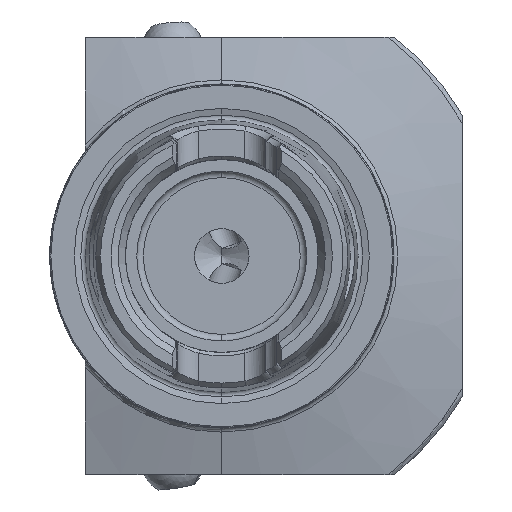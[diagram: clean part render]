
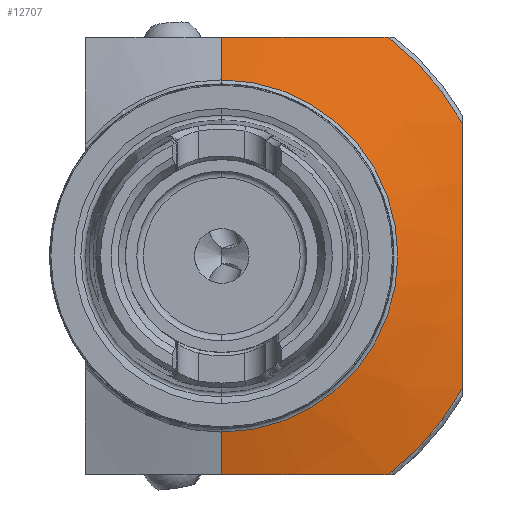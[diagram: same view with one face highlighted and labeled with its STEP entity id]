
A CAD part, left-side view. The second image highlights one B-rep face of the part: STEP entity #12707.
In plain terms, the highlighted conical face has half-angle 75 degrees and reference radius 50.259 mm.
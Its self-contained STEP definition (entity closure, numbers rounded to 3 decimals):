
#75 = CARTESIAN_POINT ( 'NONE',  ( 23.52, -20.311, -40. ) ) ;
#85 = DIRECTION ( 'NONE',  ( 1., 0., 0. ) ) ;
#371 = DIRECTION ( 'NONE',  ( 0., 0., -1. ) ) ;
#401 = VERTEX_POINT ( 'NONE', #8134 ) ;
#572 = CARTESIAN_POINT ( 'NONE',  ( 23.509, -44., -8.115 ) ) ;
#641 = CONICAL_SURFACE ( 'NONE', #4784, 50.259, 1.309 ) ;
#682 = VECTOR ( 'NONE', #2982, 1000. ) ;
#1232 = CARTESIAN_POINT ( 'NONE',  ( 25.033, 0., 0. ) ) ;
#1240 = EDGE_CURVE ( 'NONE', #6695, #13088, #7478, .T. ) ;
#1274 = B_SPLINE_CURVE_WITH_KNOTS ( 'NONE', 3,
 ( #10992, #2351, #7784, #6647, #13229, #8853, #6791, #2285 ),
 .UNSPECIFIED., .F., .F.,
 ( 4, 2, 2, 4 ),
 ( 0.145, 0.153, 0.161, 0.176 ),
 .UNSPECIFIED. ) ;
#1444 = VERTEX_POINT ( 'NONE', #12180 ) ;
#1643 = CARTESIAN_POINT ( 'NONE',  ( 24.508, -44., 20.234 ) ) ;
#1998 = EDGE_CURVE ( 'NONE', #12635, #8358, #8735, .T. ) ;
#2162 = CARTESIAN_POINT ( 'NONE',  ( 22.605, -10.168, -40. ) ) ;
#2285 = CARTESIAN_POINT ( 'NONE',  ( 25.033, -30.429, 40. ) ) ;
#2310 = DIRECTION ( 'NONE',  ( 0., 0., 1. ) ) ;
#2351 = CARTESIAN_POINT ( 'NONE',  ( 22.284, -2.545, 40. ) ) ;
#2442 = CARTESIAN_POINT ( 'NONE',  ( 25.033, 0., 0. ) ) ;
#2864 = CARTESIAN_POINT ( 'NONE',  ( 23.507, -44., 8.078 ) ) ;
#2982 = DIRECTION ( 'NONE',  ( 0.259, 0., 0.966 ) ) ;
#2997 = ORIENTED_EDGE ( 'NONE', *, *, #9988, .F. ) ;
#3372 = CARTESIAN_POINT ( 'NONE',  ( 25.033, 0., -50.259 ) ) ;
#3614 = EDGE_CURVE ( 'NONE', #6695, #13282, #6147, .T. ) ;
#3744 = DIRECTION ( 'NONE',  ( -1., 0., 0. ) ) ;
#3811 = VECTOR ( 'NONE', #5478, 1000. ) ;
#3822 = CARTESIAN_POINT ( 'NONE',  ( 25.033, 0., 0. ) ) ;
#3855 = ORIENTED_EDGE ( 'NONE', *, *, #4154, .T. ) ;
#3905 = CARTESIAN_POINT ( 'NONE',  ( 23.356, -44., 4.028 ) ) ;
#3940 = EDGE_CURVE ( 'NONE', #12635, #401, #10939, .T. ) ;
#4085 = ORIENTED_EDGE ( 'NONE', *, *, #13905, .F. ) ;
#4154 = EDGE_CURVE ( 'NONE', #1444, #8358, #5657, .T. ) ;
#4270 = CARTESIAN_POINT ( 'NONE',  ( 25.033, -30.429, -40. ) ) ;
#4273 = FACE_OUTER_BOUND ( 'NONE', #11368, .T. ) ;
#4442 = EDGE_CURVE ( 'NONE', #13282, #9913, #6864, .T. ) ;
#4482 = ORIENTED_EDGE ( 'NONE', *, *, #4442, .T. ) ;
#4751 = AXIS2_PLACEMENT_3D ( 'NONE', #3822, #8284, #10348 ) ;
#4784 = AXIS2_PLACEMENT_3D ( 'NONE', #2442, #7954, #6811 ) ;
#4979 = CARTESIAN_POINT ( 'NONE',  ( 24.087, -44., -16.204 ) ) ;
#5354 = CARTESIAN_POINT ( 'NONE',  ( 24.213, -25.373, -40. ) ) ;
#5409 = CARTESIAN_POINT ( 'NONE',  ( 22.284, 0., -40. ) ) ;
#5478 = DIRECTION ( 'NONE',  ( 0.259, 0., -0.966 ) ) ;
#5657 = CIRCLE ( 'NONE', #7733, 50.259 ) ;
#6075 = CARTESIAN_POINT ( 'NONE',  ( 24.084, -44., 16.181 ) ) ;
#6147 = CIRCLE ( 'NONE', #6624, 32.216 ) ;
#6624 = AXIS2_PLACEMENT_3D ( 'NONE', #11302, #85, #371 ) ;
#6647 = CARTESIAN_POINT ( 'NONE',  ( 22.605, -10.168, 40. ) ) ;
#6695 = VERTEX_POINT ( 'NONE', #7161 ) ;
#6791 = CARTESIAN_POINT ( 'NONE',  ( 24.213, -25.373, 40. ) ) ;
#6811 = DIRECTION ( 'NONE',  ( 0., 0., -1. ) ) ;
#6864 = LINE ( 'NONE', #3372, #3811 ) ;
#7161 = CARTESIAN_POINT ( 'NONE',  ( 20.199, 0., 32.216 ) ) ;
#7168 = CARTESIAN_POINT ( 'NONE',  ( 25.033, -44., 24.289 ) ) ;
#7478 = LINE ( 'NONE', #14036, #682 ) ;
#7721 = B_SPLINE_CURVE_WITH_KNOTS ( 'NONE', 3,
 ( #4270, #5354, #75, #9723, #2162, #14084, #12787, #11717 ),
 .UNSPECIFIED., .F., .F.,
 ( 4, 2, 2, 4 ),
 ( 0.058, 0.074, 0.081, 0.089 ),
 .UNSPECIFIED. ) ;
#7733 = AXIS2_PLACEMENT_3D ( 'NONE', #1232, #3744, #2310 ) ;
#7784 = CARTESIAN_POINT ( 'NONE',  ( 22.35, -5.088, 40. ) ) ;
#7954 = DIRECTION ( 'NONE',  ( 1., 0., 0. ) ) ;
#8134 = CARTESIAN_POINT ( 'NONE',  ( 25.033, -30.429, 40. ) ) ;
#8157 = CARTESIAN_POINT ( 'NONE',  ( 20.199, 0., -32.216 ) ) ;
#8284 = DIRECTION ( 'NONE',  ( -1., 0., 0. ) ) ;
#8358 = VERTEX_POINT ( 'NONE', #13115 ) ;
#8735 = B_SPLINE_CURVE_WITH_KNOTS ( 'NONE', 3,
 ( #7168, #1643, #6075, #2864, #3905, #10429, #572, #4979, #12660, #11589 ),
 .UNSPECIFIED., .F., .F.,
 ( 4, 2, 2, 2, 4 ),
 ( 0.146, 0.158, 0.17, 0.183, 0.195 ),
 .UNSPECIFIED. ) ;
#8853 = CARTESIAN_POINT ( 'NONE',  ( 23.52, -20.311, 40. ) ) ;
#8964 = ORIENTED_EDGE ( 'NONE', *, *, #1998, .F. ) ;
#9446 = CARTESIAN_POINT ( 'NONE',  ( 22.284, 0., 40. ) ) ;
#9723 = CARTESIAN_POINT ( 'NONE',  ( 22.794, -12.706, -40. ) ) ;
#9796 = CARTESIAN_POINT ( 'NONE',  ( 25.033, -44., 24.289 ) ) ;
#9913 = VERTEX_POINT ( 'NONE', #5409 ) ;
#9988 = EDGE_CURVE ( 'NONE', #13088, #401, #1274, .T. ) ;
#10348 = DIRECTION ( 'NONE',  ( 0., 0., 1. ) ) ;
#10429 = CARTESIAN_POINT ( 'NONE',  ( 23.357, -44., -4.068 ) ) ;
#10892 = ORIENTED_EDGE ( 'NONE', *, *, #3940, .T. ) ;
#10939 = CIRCLE ( 'NONE', #4751, 50.259 ) ;
#10992 = CARTESIAN_POINT ( 'NONE',  ( 22.284, 0., 40. ) ) ;
#11302 = CARTESIAN_POINT ( 'NONE',  ( 20.199, 0., 0. ) ) ;
#11368 = EDGE_LOOP ( 'NONE', ( #14124, #13064, #4482, #4085, #3855, #8964, #10892, #2997 ) ) ;
#11589 = CARTESIAN_POINT ( 'NONE',  ( 25.033, -44., -24.289 ) ) ;
#11717 = CARTESIAN_POINT ( 'NONE',  ( 22.284, 0., -40. ) ) ;
#12180 = CARTESIAN_POINT ( 'NONE',  ( 25.033, -30.429, -40. ) ) ;
#12635 = VERTEX_POINT ( 'NONE', #9796 ) ;
#12660 = CARTESIAN_POINT ( 'NONE',  ( 24.51, -44., -20.247 ) ) ;
#12707 = ADVANCED_FACE ( 'NONE', ( #4273 ), #641, .T. ) ;
#12787 = CARTESIAN_POINT ( 'NONE',  ( 22.284, -2.545, -40. ) ) ;
#13064 = ORIENTED_EDGE ( 'NONE', *, *, #3614, .T. ) ;
#13088 = VERTEX_POINT ( 'NONE', #9446 ) ;
#13115 = CARTESIAN_POINT ( 'NONE',  ( 25.033, -44., -24.289 ) ) ;
#13229 = CARTESIAN_POINT ( 'NONE',  ( 22.794, -12.706, 40. ) ) ;
#13282 = VERTEX_POINT ( 'NONE', #8157 ) ;
#13905 = EDGE_CURVE ( 'NONE', #1444, #9913, #7721, .T. ) ;
#14036 = CARTESIAN_POINT ( 'NONE',  ( 25.033, 0., 50.259 ) ) ;
#14084 = CARTESIAN_POINT ( 'NONE',  ( 22.35, -5.088, -40. ) ) ;
#14124 = ORIENTED_EDGE ( 'NONE', *, *, #1240, .F. ) ;
